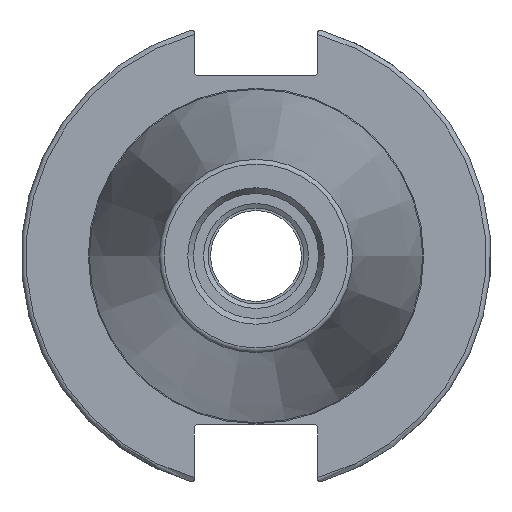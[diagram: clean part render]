
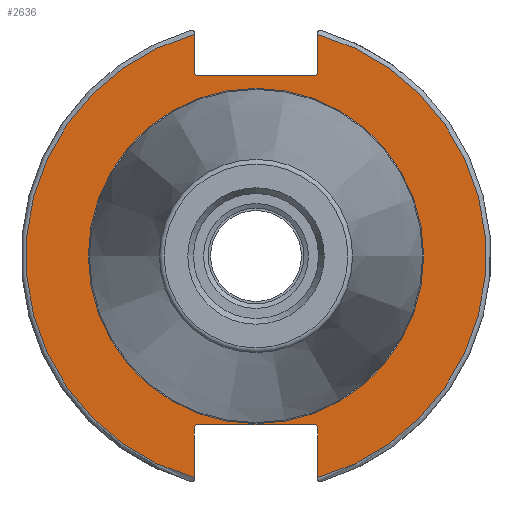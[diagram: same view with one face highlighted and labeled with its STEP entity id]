
A CAD part, left-side view. The second image highlights one B-rep face of the part: STEP entity #2636.
In plain terms, the highlighted planar face has unit normal (-1, 0, 0).
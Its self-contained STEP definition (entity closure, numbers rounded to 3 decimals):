
#107=FACE_BOUND('',#474,.T.);
#125=PLANE('',#2905);
#307=FACE_OUTER_BOUND('',#473,.T.);
#473=EDGE_LOOP('',(#1836,#1837,#1838,#1839,#1840,#1841,#1842,#1843,#1844,
#1845,#1846,#1847));
#474=EDGE_LOOP('',(#1848));
#631=LINE('',#3996,#782);
#632=LINE('',#3998,#783);
#633=LINE('',#4000,#784);
#634=LINE('',#4002,#785);
#635=LINE('',#4004,#786);
#636=LINE('',#4008,#787);
#637=LINE('',#4010,#788);
#638=LINE('',#4012,#789);
#639=LINE('',#4014,#790);
#640=LINE('',#4015,#791);
#782=VECTOR('',#3275,10.);
#783=VECTOR('',#3276,10.);
#784=VECTOR('',#3277,10.);
#785=VECTOR('',#3278,10.);
#786=VECTOR('',#3279,10.);
#787=VECTOR('',#3282,10.);
#788=VECTOR('',#3283,10.);
#789=VECTOR('',#3284,10.);
#790=VECTOR('',#3285,10.);
#791=VECTOR('',#3286,10.);
#954=CIRCLE('',#2903,35.125);
#956=CIRCLE('',#2906,48.213);
#957=CIRCLE('',#2907,48.213);
#1093=VERTEX_POINT('',#3987);
#1094=VERTEX_POINT('',#3992);
#1095=VERTEX_POINT('',#3993);
#1096=VERTEX_POINT('',#3995);
#1097=VERTEX_POINT('',#3997);
#1098=VERTEX_POINT('',#3999);
#1099=VERTEX_POINT('',#4001);
#1100=VERTEX_POINT('',#4003);
#1101=VERTEX_POINT('',#4005);
#1102=VERTEX_POINT('',#4007);
#1103=VERTEX_POINT('',#4009);
#1104=VERTEX_POINT('',#4011);
#1105=VERTEX_POINT('',#4013);
#1380=EDGE_CURVE('',#1093,#1093,#954,.T.);
#1382=EDGE_CURVE('',#1094,#1095,#956,.T.);
#1383=EDGE_CURVE('',#1094,#1096,#631,.T.);
#1384=EDGE_CURVE('',#1097,#1096,#632,.T.);
#1385=EDGE_CURVE('',#1097,#1098,#633,.T.);
#1386=EDGE_CURVE('',#1099,#1098,#634,.T.);
#1387=EDGE_CURVE('',#1099,#1100,#635,.T.);
#1388=EDGE_CURVE('',#1101,#1100,#957,.T.);
#1389=EDGE_CURVE('',#1101,#1102,#636,.T.);
#1390=EDGE_CURVE('',#1103,#1102,#637,.T.);
#1391=EDGE_CURVE('',#1103,#1104,#638,.T.);
#1392=EDGE_CURVE('',#1105,#1104,#639,.T.);
#1393=EDGE_CURVE('',#1105,#1095,#640,.T.);
#1836=ORIENTED_EDGE('',*,*,#1382,.F.);
#1837=ORIENTED_EDGE('',*,*,#1383,.T.);
#1838=ORIENTED_EDGE('',*,*,#1384,.F.);
#1839=ORIENTED_EDGE('',*,*,#1385,.T.);
#1840=ORIENTED_EDGE('',*,*,#1386,.F.);
#1841=ORIENTED_EDGE('',*,*,#1387,.T.);
#1842=ORIENTED_EDGE('',*,*,#1388,.F.);
#1843=ORIENTED_EDGE('',*,*,#1389,.T.);
#1844=ORIENTED_EDGE('',*,*,#1390,.F.);
#1845=ORIENTED_EDGE('',*,*,#1391,.T.);
#1846=ORIENTED_EDGE('',*,*,#1392,.F.);
#1847=ORIENTED_EDGE('',*,*,#1393,.T.);
#1848=ORIENTED_EDGE('',*,*,#1380,.F.);
#2636=ADVANCED_FACE('',(#307,#107),#125,.T.);
#2903=AXIS2_PLACEMENT_3D('',#3989,#3267,#3268);
#2905=AXIS2_PLACEMENT_3D('',#3991,#3271,#3272);
#2906=AXIS2_PLACEMENT_3D('',#3994,#3273,#3274);
#2907=AXIS2_PLACEMENT_3D('',#4006,#3280,#3281);
#3267=DIRECTION('center_axis',(-1.,0.,0.));
#3268=DIRECTION('ref_axis',(0.,-1.,0.));
#3271=DIRECTION('center_axis',(-1.,0.,0.));
#3272=DIRECTION('ref_axis',(0.,0.,1.));
#3273=DIRECTION('center_axis',(1.,0.,0.));
#3274=DIRECTION('ref_axis',(0.,-1.,0.));
#3275=DIRECTION('',(0.,0.,-1.));
#3276=DIRECTION('',(0.,-0.707,0.707));
#3277=DIRECTION('',(0.,1.,0.));
#3278=DIRECTION('',(0.,-0.707,-0.707));
#3279=DIRECTION('',(0.,0.,1.));
#3280=DIRECTION('center_axis',(1.,0.,0.));
#3281=DIRECTION('ref_axis',(0.,1.,0.));
#3282=DIRECTION('',(0.,0.,1.));
#3283=DIRECTION('',(0.,0.707,-0.707));
#3284=DIRECTION('',(0.,-1.,0.));
#3285=DIRECTION('',(0.,0.707,0.707));
#3286=DIRECTION('',(0.,0.,-1.));
#3987=CARTESIAN_POINT('',(3.175,0.,35.125));
#3989=CARTESIAN_POINT('Origin',(3.175,0.,0.));
#3991=CARTESIAN_POINT('Origin',(3.175,49.213,0.));
#3992=CARTESIAN_POINT('',(3.175,-12.95,46.441));
#3993=CARTESIAN_POINT('',(3.175,-12.95,-46.441));
#3994=CARTESIAN_POINT('Origin',(3.175,0.,0.));
#3995=CARTESIAN_POINT('',(3.175,-12.95,38.219));
#3996=CARTESIAN_POINT('',(3.175,-12.95,18.86));
#3997=CARTESIAN_POINT('',(3.175,-12.45,37.719));
#3998=CARTESIAN_POINT('',(3.175,12.27,12.999));
#3999=CARTESIAN_POINT('',(3.175,12.45,37.719));
#4000=CARTESIAN_POINT('',(3.175,24.606,37.719));
#4001=CARTESIAN_POINT('',(3.175,12.95,38.219));
#4002=CARTESIAN_POINT('',(3.175,12.336,37.605));
#4003=CARTESIAN_POINT('',(3.175,12.95,46.441));
#4004=CARTESIAN_POINT('',(3.175,12.95,18.86));
#4005=CARTESIAN_POINT('',(3.175,12.95,-46.441));
#4006=CARTESIAN_POINT('Origin',(3.175,0.,0.));
#4007=CARTESIAN_POINT('',(3.175,12.95,-35.806));
#4008=CARTESIAN_POINT('',(3.175,12.95,-17.653));
#4009=CARTESIAN_POINT('',(3.175,12.45,-35.306));
#4010=CARTESIAN_POINT('',(3.175,12.939,-35.795));
#4011=CARTESIAN_POINT('',(3.175,-12.45,-35.306));
#4012=CARTESIAN_POINT('',(3.175,24.606,-35.306));
#4013=CARTESIAN_POINT('',(3.175,-12.95,-35.806));
#4014=CARTESIAN_POINT('',(3.175,11.667,-11.189));
#4015=CARTESIAN_POINT('',(3.175,-12.95,-17.653));
